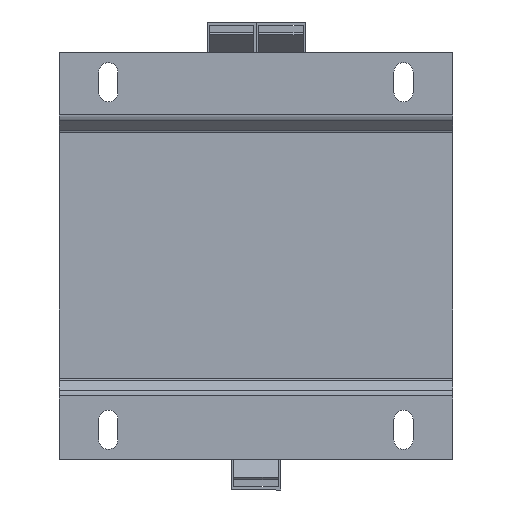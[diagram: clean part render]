
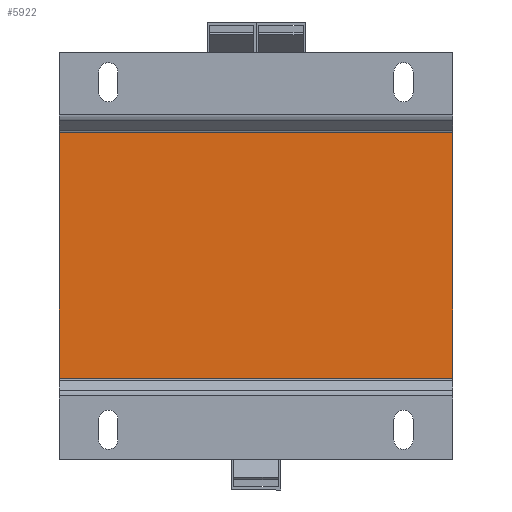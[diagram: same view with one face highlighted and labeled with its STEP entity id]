
A CAD part, front view. The second image highlights one B-rep face of the part: STEP entity #5922.
In plain terms, the highlighted planar face has unit normal (0, -1, 0).
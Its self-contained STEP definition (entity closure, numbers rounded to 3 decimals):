
#762 = VECTOR ( 'NONE', #8992, 1000. ) ;
#853 = CARTESIAN_POINT ( 'NONE',  ( 60., -51.5, -62. ) ) ;
#931 = CARTESIAN_POINT ( 'NONE',  ( 60., -51.5, 37.594 ) ) ;
#966 = CARTESIAN_POINT ( 'NONE',  ( 0., -51.5, 37.594 ) ) ;
#1461 = ORIENTED_EDGE ( 'NONE', *, *, #4583, .F. ) ;
#1525 = EDGE_CURVE ( 'NONE', #5183, #6748, #7559, .T. ) ;
#1532 = LINE ( 'NONE', #6766, #4719 ) ;
#2180 = PLANE ( 'NONE',  #5239 ) ;
#2753 = VECTOR ( 'NONE', #5681, 1000. ) ;
#3011 = CARTESIAN_POINT ( 'NONE',  ( -60., -51.5, 37.594 ) ) ;
#3100 = DIRECTION ( 'NONE',  ( -1., 0., 0. ) ) ;
#4305 = CARTESIAN_POINT ( 'NONE',  ( 60., -51.5, -37.234 ) ) ;
#4583 = EDGE_CURVE ( 'NONE', #6748, #4748, #1532, .T. ) ;
#4642 = CARTESIAN_POINT ( 'NONE',  ( 0., -51.5, -37.234 ) ) ;
#4719 = VECTOR ( 'NONE', #8268, 1000. ) ;
#4748 = VERTEX_POINT ( 'NONE', #3011 ) ;
#4761 = FACE_OUTER_BOUND ( 'NONE', #5552, .T. ) ;
#5014 = EDGE_CURVE ( 'NONE', #5058, #5183, #5326, .T. ) ;
#5058 = VERTEX_POINT ( 'NONE', #931 ) ;
#5183 = VERTEX_POINT ( 'NONE', #4305 ) ;
#5238 = ORIENTED_EDGE ( 'NONE', *, *, #9891, .T. ) ;
#5239 = AXIS2_PLACEMENT_3D ( 'NONE', #10102, #6077, #6897 ) ;
#5326 = LINE ( 'NONE', #853, #762 ) ;
#5552 = EDGE_LOOP ( 'NONE', ( #8582, #6940, #5238, #1461 ) ) ;
#5681 = DIRECTION ( 'NONE',  ( -1., 0., 0. ) ) ;
#5922 = ADVANCED_FACE ( 'NONE', ( #4761 ), #2180, .F. ) ;
#6077 = DIRECTION ( 'NONE',  ( 0., 1., 0. ) ) ;
#6318 = LINE ( 'NONE', #966, #2753 ) ;
#6748 = VERTEX_POINT ( 'NONE', #7416 ) ;
#6766 = CARTESIAN_POINT ( 'NONE',  ( -60., -51.5, -62. ) ) ;
#6897 = DIRECTION ( 'NONE',  ( 0., 0., 1. ) ) ;
#6940 = ORIENTED_EDGE ( 'NONE', *, *, #5014, .F. ) ;
#7416 = CARTESIAN_POINT ( 'NONE',  ( -60., -51.5, -37.234 ) ) ;
#7559 = LINE ( 'NONE', #4642, #7684 ) ;
#7684 = VECTOR ( 'NONE', #3100, 1000. ) ;
#8268 = DIRECTION ( 'NONE',  ( 0., 0., 1. ) ) ;
#8582 = ORIENTED_EDGE ( 'NONE', *, *, #1525, .F. ) ;
#8992 = DIRECTION ( 'NONE',  ( 0., 0., -1. ) ) ;
#9891 = EDGE_CURVE ( 'NONE', #5058, #4748, #6318, .T. ) ;
#10102 = CARTESIAN_POINT ( 'NONE',  ( 0., -51.5, 0. ) ) ;
